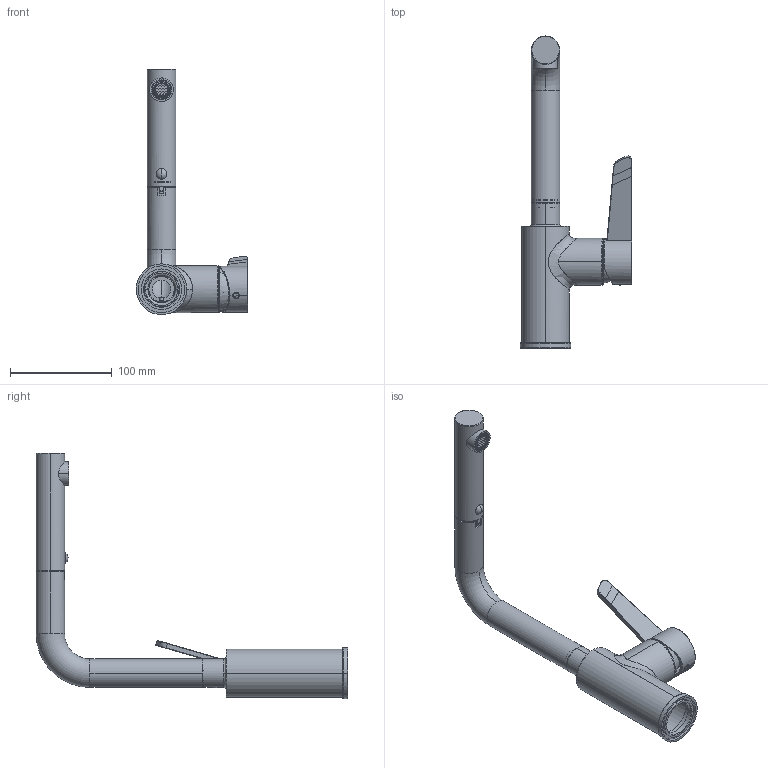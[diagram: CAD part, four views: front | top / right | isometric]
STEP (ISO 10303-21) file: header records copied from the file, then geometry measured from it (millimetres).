
FILE_DESCRIPTION (( 'STEP AP203' ), '1' );
FILE_NAME ('38EP04202_00.STEP', '2021-04-09T06:57:18', ( '' ), ( '' ), 'SwSTEP 2.0', 'SolidWorks 2018', '' );
FILE_SCHEMA (( 'CONFIG_CONTROL_DESIGN' ));
Length unit declared in the file: millimetre
Products named in the file (1): 38EP04202_00
Bounding box: 110 x 307 x 241.5 mm (x, y, z)
Volume: 98025.1 mm3; surface area: 154018.1 mm2
Topology: 47 solids, 47 shells, 859 faces, 2142 edges, 1407 vertices
Faces by surface type: plane 539, cylinder 204, cone 56, torus 32, bspline 24, sphere 4
Entity records: 31847 total; most frequent: CARTESIAN_POINT 11120, ORIENTED_EDGE 4284, DIRECTION 4112, EDGE_CURVE 2142, VECTOR 1458, LINE 1458, VERTEX_POINT 1407, AXIS2_PLACEMENT_3D 1327
